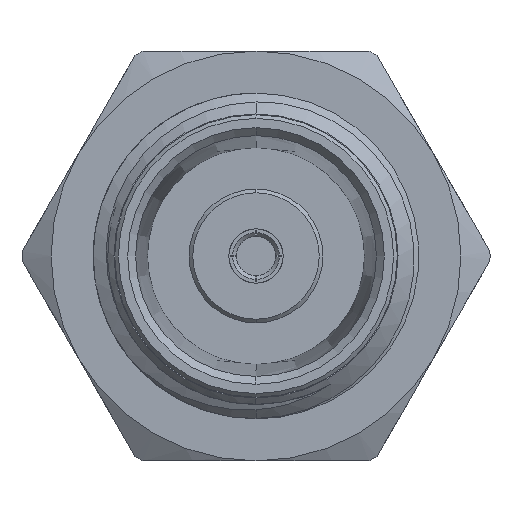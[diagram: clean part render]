
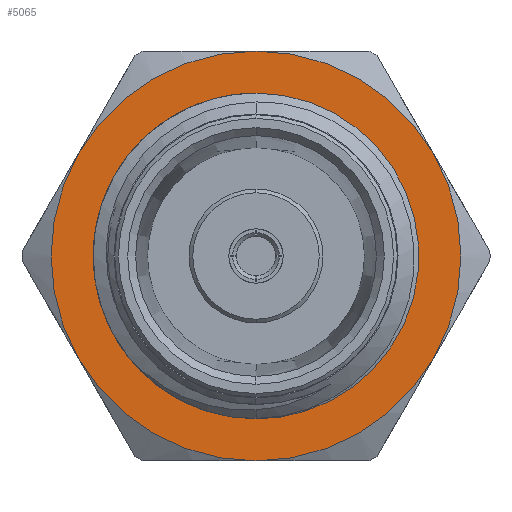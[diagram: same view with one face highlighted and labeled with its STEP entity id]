
A CAD part, left-side view. The second image highlights one B-rep face of the part: STEP entity #5065.
In plain terms, the highlighted planar face has unit normal (-1, 0, 0).
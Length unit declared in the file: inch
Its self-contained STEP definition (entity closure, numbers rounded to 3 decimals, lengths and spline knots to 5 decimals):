
#21 = VERTEX_POINT ( 'NONE', #498 ) ;
#206 = CIRCLE ( 'NONE', #8179, 0.2 ) ;
#306 = CIRCLE ( 'NONE', #6518, 0.27559 ) ;
#332 = CARTESIAN_POINT ( 'NONE',  ( 0.47087, 0., 0.2 ) ) ;
#370 = VERTEX_POINT ( 'NONE', #900 ) ;
#498 = CARTESIAN_POINT ( 'NONE',  ( 0.47087, 0., -0.27559 ) ) ;
#549 = VERTEX_POINT ( 'NONE', #8566 ) ;
#562 = DIRECTION ( 'NONE',  ( 0., 0., 1. ) ) ;
#797 = ORIENTED_EDGE ( 'NONE', *, *, #8512, .T. ) ;
#833 = DIRECTION ( 'NONE',  ( 0., 0., 1. ) ) ;
#900 = CARTESIAN_POINT ( 'NONE',  ( 0.47087, 0.23867, -0.1378 ) ) ;
#1082 = CIRCLE ( 'NONE', #4369, 0.2 ) ;
#1194 = ORIENTED_EDGE ( 'NONE', *, *, #3063, .T. ) ;
#1272 = CARTESIAN_POINT ( 'NONE',  ( 0.47087, 0., 0. ) ) ;
#1365 = CIRCLE ( 'NONE', #7865, 0.27559 ) ;
#1413 = VERTEX_POINT ( 'NONE', #7520 ) ;
#1536 = CIRCLE ( 'NONE', #6694, 0.27559 ) ;
#1601 = ORIENTED_EDGE ( 'NONE', *, *, #3105, .T. ) ;
#1626 = CARTESIAN_POINT ( 'NONE',  ( 0.47087, 0., 0. ) ) ;
#1672 = AXIS2_PLACEMENT_3D ( 'NONE', #7510, #8091, #4280 ) ;
#1714 = CARTESIAN_POINT ( 'NONE',  ( 0.47087, 0., 0.27559 ) ) ;
#1811 = AXIS2_PLACEMENT_3D ( 'NONE', #6919, #8208, #833 ) ;
#1827 = ORIENTED_EDGE ( 'NONE', *, *, #7045, .T. ) ;
#1993 = CARTESIAN_POINT ( 'NONE',  ( 0.47087, 0., 0. ) ) ;
#2760 = VERTEX_POINT ( 'NONE', #1714 ) ;
#2991 = VERTEX_POINT ( 'NONE', #332 ) ;
#3038 = EDGE_CURVE ( 'NONE', #2760, #8672, #306, .T. ) ;
#3063 = EDGE_CURVE ( 'NONE', #8672, #370, #8424, .T. ) ;
#3083 = ORIENTED_EDGE ( 'NONE', *, *, #3038, .T. ) ;
#3105 = EDGE_CURVE ( 'NONE', #1413, #2760, #1365, .T. ) ;
#3161 = VERTEX_POINT ( 'NONE', #6990 ) ;
#3367 = DIRECTION ( 'NONE',  ( -1., 0., 0. ) ) ;
#3536 = ORIENTED_EDGE ( 'NONE', *, *, #5652, .T. ) ;
#3579 = DIRECTION ( 'NONE',  ( 0., 0., 1. ) ) ;
#3581 = DIRECTION ( 'NONE',  ( 0., 0., 1. ) ) ;
#3714 = AXIS2_PLACEMENT_3D ( 'NONE', #5797, #8501, #6516 ) ;
#4280 = DIRECTION ( 'NONE',  ( 0., 0., 1. ) ) ;
#4369 = AXIS2_PLACEMENT_3D ( 'NONE', #1993, #6042, #6942 ) ;
#4389 = CIRCLE ( 'NONE', #1811, 0.27559 ) ;
#4612 = ORIENTED_EDGE ( 'NONE', *, *, #6541, .T. ) ;
#4899 = CARTESIAN_POINT ( 'NONE',  ( 0.47087, 0., 0. ) ) ;
#4945 = ORIENTED_EDGE ( 'NONE', *, *, #4965, .T. ) ;
#4965 = EDGE_CURVE ( 'NONE', #549, #1413, #1536, .T. ) ;
#5063 = DIRECTION ( 'NONE',  ( 1., 0., 0. ) ) ;
#5065 = ADVANCED_FACE ( 'NONE', ( #6418, #6629 ), #5132, .T. ) ;
#5132 = PLANE ( 'NONE',  #3714 ) ;
#5652 = EDGE_CURVE ( 'NONE', #370, #21, #7465, .T. ) ;
#5653 = DIRECTION ( 'NONE',  ( 0., 0., 1. ) ) ;
#5674 = DIRECTION ( 'NONE',  ( 0., 0., 1. ) ) ;
#5738 = EDGE_LOOP ( 'NONE', ( #1601, #3083, #1194, #3536, #4612, #4945 ) ) ;
#5797 = CARTESIAN_POINT ( 'NONE',  ( 0.47087, 0., 0. ) ) ;
#6042 = DIRECTION ( 'NONE',  ( 1., 0., 0. ) ) ;
#6348 = CARTESIAN_POINT ( 'NONE',  ( 0.47087, 0., 0. ) ) ;
#6407 = DIRECTION ( 'NONE',  ( -1., 0., 0. ) ) ;
#6418 = FACE_BOUND ( 'NONE', #7674, .T. ) ;
#6516 = DIRECTION ( 'NONE',  ( 0., 0., 1. ) ) ;
#6518 = AXIS2_PLACEMENT_3D ( 'NONE', #1272, #8709, #562 ) ;
#6541 = EDGE_CURVE ( 'NONE', #21, #549, #4389, .T. ) ;
#6629 = FACE_OUTER_BOUND ( 'NONE', #5738, .T. ) ;
#6634 = AXIS2_PLACEMENT_3D ( 'NONE', #6348, #6407, #5653 ) ;
#6694 = AXIS2_PLACEMENT_3D ( 'NONE', #7378, #3367, #3581 ) ;
#6919 = CARTESIAN_POINT ( 'NONE',  ( 0.47087, 0., 0. ) ) ;
#6942 = DIRECTION ( 'NONE',  ( 0., 0., 1. ) ) ;
#6990 = CARTESIAN_POINT ( 'NONE',  ( 0.47087, 0., -0.2 ) ) ;
#7045 = EDGE_CURVE ( 'NONE', #3161, #2991, #1082, .T. ) ;
#7146 = CARTESIAN_POINT ( 'NONE',  ( 0.47087, 0.23867, 0.1378 ) ) ;
#7378 = CARTESIAN_POINT ( 'NONE',  ( 0.47087, 0., 0. ) ) ;
#7465 = CIRCLE ( 'NONE', #6634, 0.27559 ) ;
#7510 = CARTESIAN_POINT ( 'NONE',  ( 0.47087, 0., 0. ) ) ;
#7520 = CARTESIAN_POINT ( 'NONE',  ( 0.47087, -0.23867, 0.1378 ) ) ;
#7604 = DIRECTION ( 'NONE',  ( -1., 0., 0. ) ) ;
#7674 = EDGE_LOOP ( 'NONE', ( #797, #1827 ) ) ;
#7865 = AXIS2_PLACEMENT_3D ( 'NONE', #4899, #7604, #3579 ) ;
#8091 = DIRECTION ( 'NONE',  ( -1., 0., 0. ) ) ;
#8179 = AXIS2_PLACEMENT_3D ( 'NONE', #1626, #5063, #5674 ) ;
#8208 = DIRECTION ( 'NONE',  ( -1., 0., 0. ) ) ;
#8424 = CIRCLE ( 'NONE', #1672, 0.27559 ) ;
#8501 = DIRECTION ( 'NONE',  ( -1., 0., 0. ) ) ;
#8512 = EDGE_CURVE ( 'NONE', #2991, #3161, #206, .T. ) ;
#8566 = CARTESIAN_POINT ( 'NONE',  ( 0.47087, -0.23867, -0.1378 ) ) ;
#8672 = VERTEX_POINT ( 'NONE', #7146 ) ;
#8709 = DIRECTION ( 'NONE',  ( -1., 0., 0. ) ) ;
